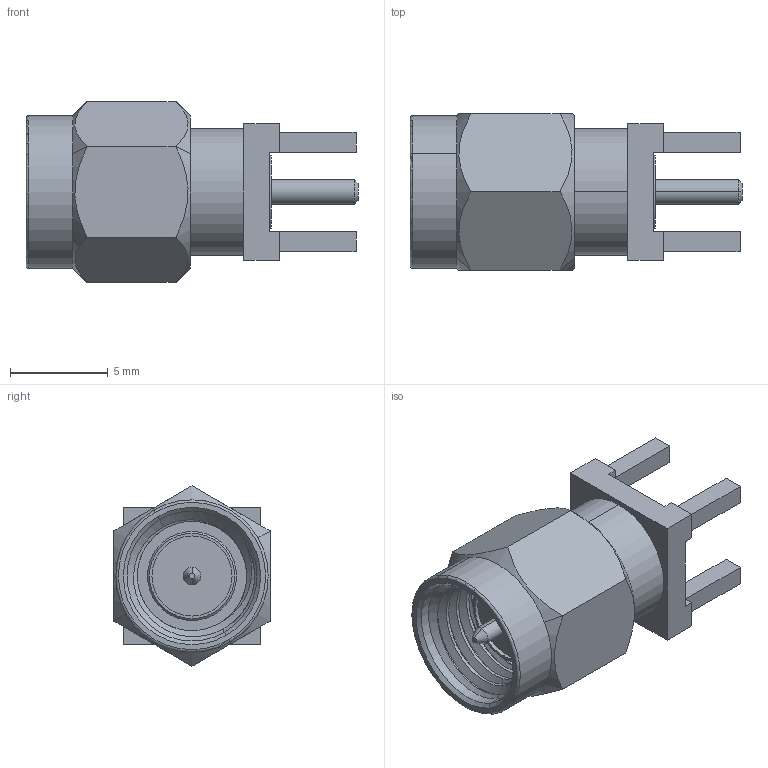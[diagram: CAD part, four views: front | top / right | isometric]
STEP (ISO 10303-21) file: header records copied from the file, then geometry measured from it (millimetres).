
FILE_DESCRIPTION((''),'2;1');
FILE_NAME('901-9895-RFX','2022-02-25T10:27:17',('Lokesh'),(''),'CREO PARAMETRIC BY PTC INC, 2019444','CREO PARAMETRIC BY PTC INC, 2019444','');
FILE_SCHEMA(('CONFIG_CONTROL_DESIGN'));
Length unit declared in the file: millimetre
Products named in the file (1): 901-9895-RFX
Bounding box: 17 x 8 x 9.24 mm (x, y, z)
Volume: 511.3 mm3; surface area: 712 mm2
Topology: 1 solids, 1 shells, 106 faces, 272 edges, 178 vertices
Faces by surface type: plane 46, cylinder 26, cone 26, bspline 6, torus 2
Entity records: 5069 total; most frequent: CARTESIAN_POINT 2464, ORIENTED_EDGE 544, DIRECTION 518, EDGE_CURVE 272, AXIS2_PLACEMENT_3D 187, VERTEX_POINT 178, VECTOR 144, LINE 144
